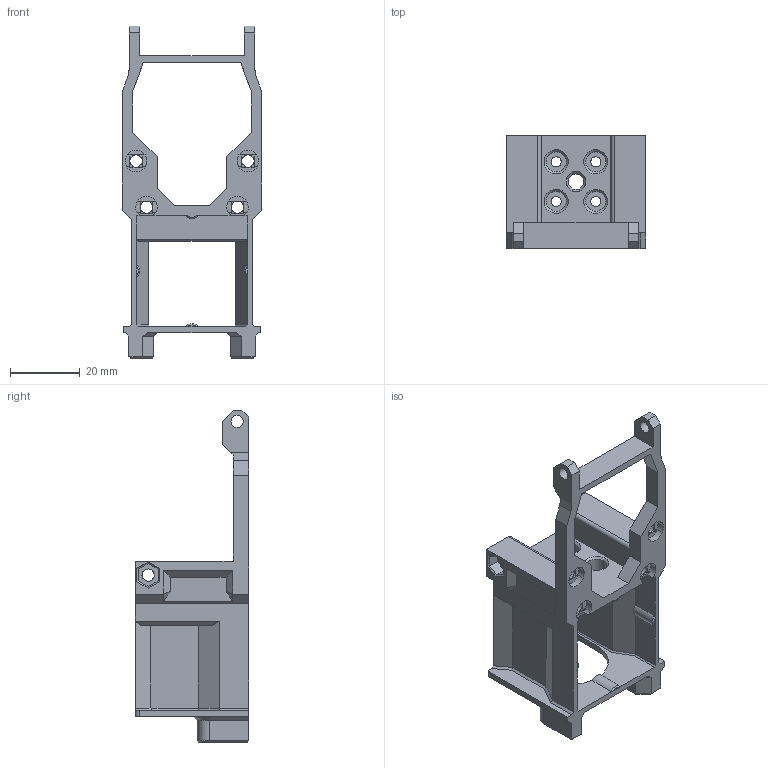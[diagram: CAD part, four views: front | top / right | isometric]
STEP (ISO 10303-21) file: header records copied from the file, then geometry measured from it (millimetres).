
FILE_DESCRIPTION(('FreeCAD Model'),'2;1');
FILE_NAME('Open CASCADE Shape Model','2023-05-27T18:06:21',(''),(''), 'Open CASCADE STEP processor 7.6','FreeCAD','Unknown');
FILE_SCHEMA(('AUTOMOTIVE_DESIGN { 1 0 10303 214 1 1 1 1 }'));
Length unit declared in the file: millimetre
Products named in the file (1): Body
Bounding box: 39.8 x 32.5 x 94.95 mm (x, y, z)
Volume: 19843.1 mm3; surface area: 15242.4 mm2
Topology: 1 solids, 1 shells, 341 faces, 892 edges, 555 vertices
Faces by surface type: plane 258, cylinder 67, cone 14, bspline 2
Full cylindrical faces by diameter (mm): 2.9 x4, 3.5 x8, 4.4 x2, 5.7 x4
Entity records: 22479 total; most frequent: CARTESIAN_POINT 4491, DIRECTION 3397, LINE 2307, VECTOR 2307, ORIENTED_EDGE 1780, PCURVE 1780, DEFINITIONAL_REPRESENTATION 1780, EDGE_CURVE 890
